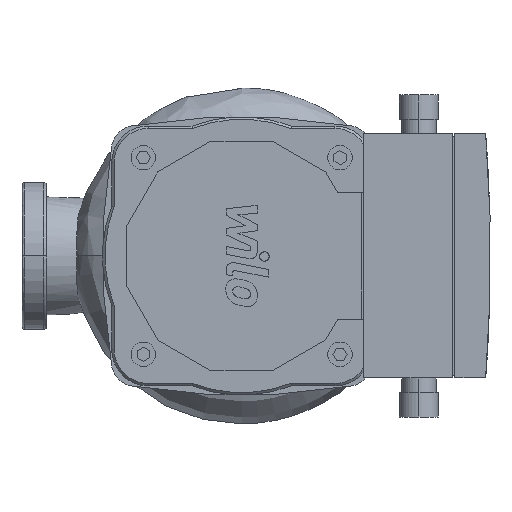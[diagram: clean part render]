
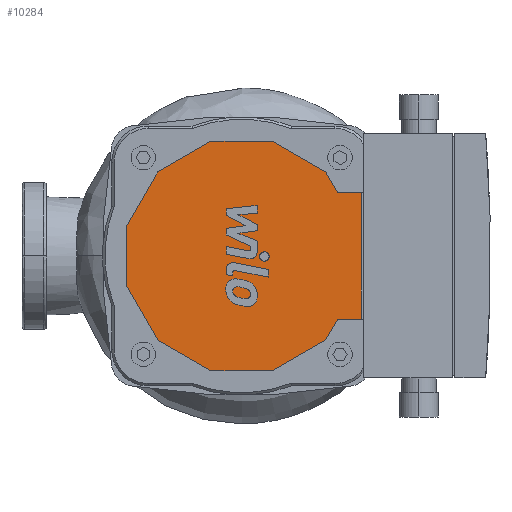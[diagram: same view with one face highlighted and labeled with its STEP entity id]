
A CAD part, front view. The second image highlights one B-rep face of the part: STEP entity #10284.
In plain terms, the highlighted planar face has unit normal (0, -1, 0).
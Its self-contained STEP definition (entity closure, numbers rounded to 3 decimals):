
#7815=CARTESIAN_POINT('',(129.346,-172.0,-25.85));
#7816=VERTEX_POINT('',#7815);
#7831=CARTESIAN_POINT('',(139.0,-172.0,-25.85));
#7832=VERTEX_POINT('',#7831);
#7839=CARTESIAN_POINT('',(129.346,-172.0,-25.85));
#7840=DIRECTION('',(1.0,0.0,0.0));
#7841=VECTOR('',#7840,9.654);
#7842=LINE('',#7839,#7841);
#7843=EDGE_CURVE('',#7816,#7832,#7842,.T.);
#7893=CARTESIAN_POINT('',(129.346,-172.0,25.85));
#7894=VERTEX_POINT('',#7893);
#7901=CARTESIAN_POINT('',(139.0,-172.0,25.85));
#7902=VERTEX_POINT('',#7901);
#7903=CARTESIAN_POINT('',(129.346,-172.0,25.85));
#7904=DIRECTION('',(1.0,0.0,0.0));
#7905=VECTOR('',#7904,9.654);
#7906=LINE('',#7903,#7905);
#7907=EDGE_CURVE('',#7894,#7902,#7906,.T.);
#7928=CARTESIAN_POINT('',(139.0,-172.0,-25.85));
#7929=DIRECTION('',(0.0,0.0,1.0));
#7930=VECTOR('',#7929,51.7);
#7931=LINE('',#7928,#7930);
#7932=EDGE_CURVE('',#7832,#7902,#7931,.T.);
#7961=CARTESIAN_POINT('',(124.406,-172.0,34.406));
#7962=VERTEX_POINT('',#7961);
#7969=CARTESIAN_POINT('',(129.346,-172.0,25.85));
#7970=DIRECTION('',(-0.5,0.0,0.866));
#7971=VECTOR('',#7970,9.88);
#7972=LINE('',#7969,#7971);
#7973=EDGE_CURVE('',#7894,#7962,#7972,.T.);
#10010=CARTESIAN_POINT('',(124.406,-172.0,-34.406));
#10011=VERTEX_POINT('',#10010);
#10012=CARTESIAN_POINT('',(124.406,-172.0,-34.406));
#10013=DIRECTION('',(0.5,0.0,0.866));
#10014=VECTOR('',#10013,9.88);
#10015=LINE('',#10012,#10014);
#10016=EDGE_CURVE('',#10011,#7816,#10015,.T.);
#10036=CARTESIAN_POINT('',(102.594,-172.0,47.));
#10037=VERTEX_POINT('',#10036);
#10044=CARTESIAN_POINT('',(124.406,-172.0,34.406));
#10045=DIRECTION('',(-0.866,0.0,0.5));
#10046=VECTOR('',#10045,25.187);
#10047=LINE('',#10044,#10046);
#10048=EDGE_CURVE('',#7962,#10037,#10047,.T.);
#10060=CARTESIAN_POINT('',(77.406,-172.0,47.));
#10061=VERTEX_POINT('',#10060);
#10068=CARTESIAN_POINT('',(102.594,-172.0,47.));
#10069=DIRECTION('',(-1.0,0.0,0.0));
#10070=VECTOR('',#10069,25.187);
#10071=LINE('',#10068,#10070);
#10072=EDGE_CURVE('',#10037,#10061,#10071,.T.);
#10084=CARTESIAN_POINT('',(55.594,-172.0,34.406));
#10085=VERTEX_POINT('',#10084);
#10092=CARTESIAN_POINT('',(77.406,-172.0,47.));
#10093=DIRECTION('',(-0.866,0.0,-0.5));
#10094=VECTOR('',#10093,25.187);
#10095=LINE('',#10092,#10094);
#10096=EDGE_CURVE('',#10061,#10085,#10095,.T.);
#10108=CARTESIAN_POINT('',(43.,-172.0,12.594));
#10109=VERTEX_POINT('',#10108);
#10116=CARTESIAN_POINT('',(55.594,-172.0,34.406));
#10117=DIRECTION('',(-0.5,0.0,-0.866));
#10118=VECTOR('',#10117,25.187);
#10119=LINE('',#10116,#10118);
#10120=EDGE_CURVE('',#10085,#10109,#10119,.T.);
#10132=CARTESIAN_POINT('',(43.,-172.0,-12.594));
#10133=VERTEX_POINT('',#10132);
#10140=CARTESIAN_POINT('',(43.,-172.0,12.594));
#10141=DIRECTION('',(0.0,0.0,-1.0));
#10142=VECTOR('',#10141,25.187);
#10143=LINE('',#10140,#10142);
#10144=EDGE_CURVE('',#10109,#10133,#10143,.T.);
#10156=CARTESIAN_POINT('',(55.594,-172.0,-34.406));
#10157=VERTEX_POINT('',#10156);
#10164=CARTESIAN_POINT('',(43.,-172.0,-12.594));
#10165=DIRECTION('',(0.5,0.0,-0.866));
#10166=VECTOR('',#10165,25.187);
#10167=LINE('',#10164,#10166);
#10168=EDGE_CURVE('',#10133,#10157,#10167,.T.);
#10180=CARTESIAN_POINT('',(77.406,-172.0,-47.));
#10181=VERTEX_POINT('',#10180);
#10188=CARTESIAN_POINT('',(55.594,-172.0,-34.406));
#10189=DIRECTION('',(0.866,0.0,-0.5));
#10190=VECTOR('',#10189,25.187);
#10191=LINE('',#10188,#10190);
#10192=EDGE_CURVE('',#10157,#10181,#10191,.T.);
#10204=CARTESIAN_POINT('',(102.594,-172.0,-47.));
#10205=VERTEX_POINT('',#10204);
#10212=CARTESIAN_POINT('',(77.406,-172.0,-47.));
#10213=DIRECTION('',(1.0,0.0,0.0));
#10214=VECTOR('',#10213,25.187);
#10215=LINE('',#10212,#10214);
#10216=EDGE_CURVE('',#10181,#10205,#10215,.T.);
#10229=CARTESIAN_POINT('',(102.594,-172.0,-47.));
#10230=DIRECTION('',(0.866,0.0,0.5));
#10231=VECTOR('',#10230,25.187);
#10232=LINE('',#10229,#10231);
#10233=EDGE_CURVE('',#10205,#10011,#10232,.T.);
#10263=CARTESIAN_POINT('',(90.,-172.0,0.));
#10264=DIRECTION('',(0.0,1.0,0.0));
#10265=DIRECTION('',(0.0,0.0,1.0));
#10266=AXIS2_PLACEMENT_3D('',#10263,#10264,#10265);
#10267=PLANE('',#10266);
#10268=ORIENTED_EDGE('',*,*,#7973,.T.);
#10269=ORIENTED_EDGE('',*,*,#10048,.T.);
#10270=ORIENTED_EDGE('',*,*,#10072,.T.);
#10271=ORIENTED_EDGE('',*,*,#10096,.T.);
#10272=ORIENTED_EDGE('',*,*,#10120,.T.);
#10273=ORIENTED_EDGE('',*,*,#10144,.T.);
#10274=ORIENTED_EDGE('',*,*,#10168,.T.);
#10275=ORIENTED_EDGE('',*,*,#10192,.T.);
#10276=ORIENTED_EDGE('',*,*,#10216,.T.);
#10277=ORIENTED_EDGE('',*,*,#10233,.T.);
#10278=ORIENTED_EDGE('',*,*,#10016,.T.);
#10279=ORIENTED_EDGE('',*,*,#7843,.T.);
#10280=ORIENTED_EDGE('',*,*,#7932,.T.);
#10281=ORIENTED_EDGE('',*,*,#7907,.F.);
#10282=EDGE_LOOP('',(#10268,#10269,#10270,#10271,#10272,#10273,#10274,#10275,#10276,#10277,#10278,#10279,#10280,#10281));
#10283=FACE_OUTER_BOUND('',#10282,.T.);
#10284=ADVANCED_FACE('',(#10283),#10267,.F.);
